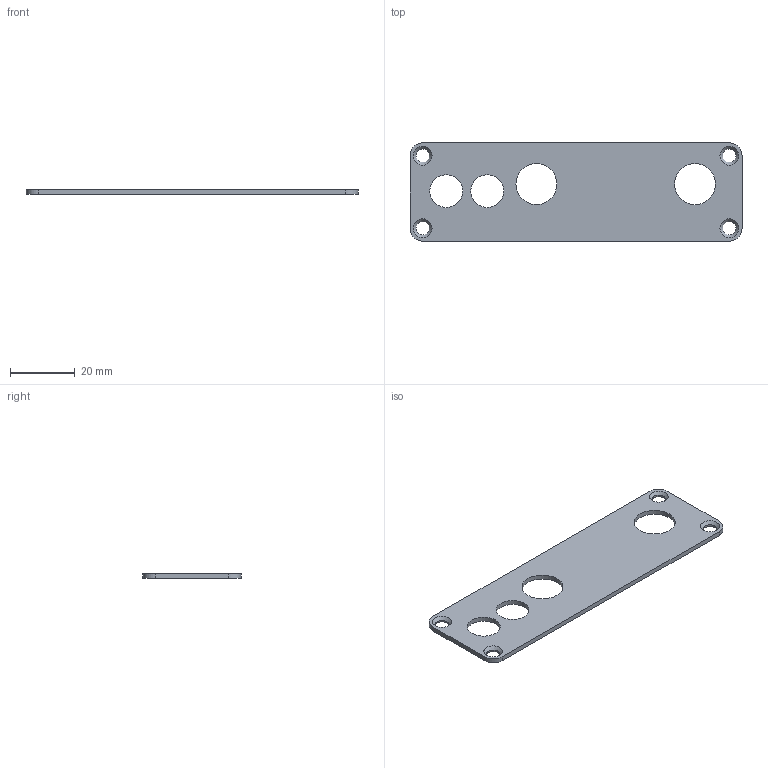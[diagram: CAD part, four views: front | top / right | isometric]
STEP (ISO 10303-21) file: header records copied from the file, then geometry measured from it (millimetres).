
FILE_DESCRIPTION(/* description */ (''),/* implementation_level */ '2;1');
FILE_NAME(/* name */ 'PMT AMP Rear Panel.stp',/* time_stamp */ '2024-11-14T14:56:35-05:00',/* author */ ('sawtelles'),/* organization */ (''),/* preprocessor_version */ 'ST-DEVELOPER v19.2',/* originating_system */ 'Autodesk Inventor 2023',/* authorisation */ '');
FILE_SCHEMA (('AUTOMOTIVE_DESIGN { 1 0 10303 214 3 1 1 }'));
Length unit declared in the file: inch
Products named in the file (1): N1 End Panel
Bounding box: 102.87 x 30.48 x 1.5 mm (x, y, z)
Volume: 3953.9 mm3; surface area: 5964.6 mm2
Topology: 1 solids, 1 shells, 22 faces, 56 edges, 36 vertices
Faces by surface type: cylinder 12, plane 6, cone 4
Full cylindrical faces by diameter (mm): 4.191 x4, 10.16 x2, 12.7 x2
Entity records: 762 total; most frequent: DIRECTION 130, CARTESIAN_POINT 115, ORIENTED_EDGE 112, EDGE_CURVE 56, AXIS2_PLACEMENT_3D 51, EDGE_LOOP 38, VERTEX_POINT 36, LINE 28
